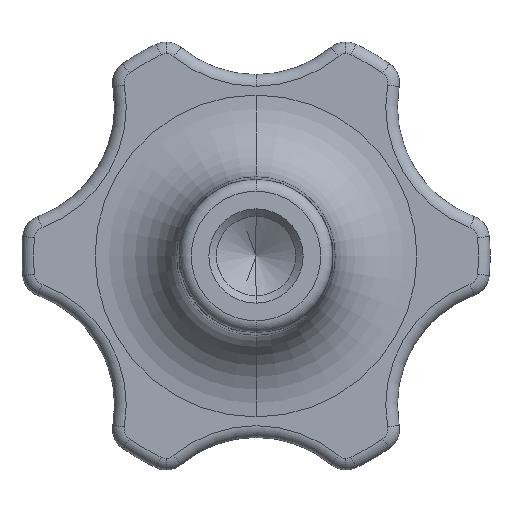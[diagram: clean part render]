
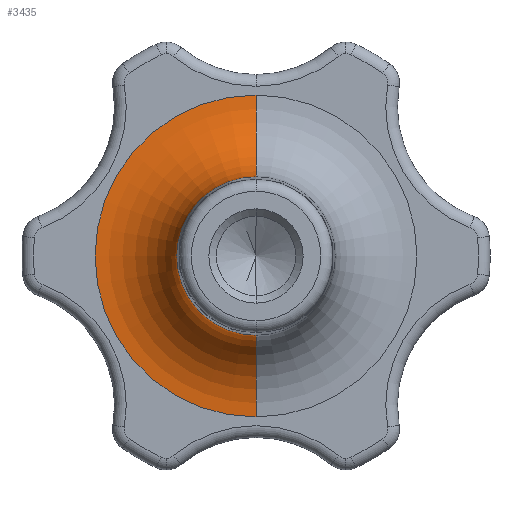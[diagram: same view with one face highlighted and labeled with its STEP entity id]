
A CAD part, front view. The second image highlights one B-rep face of the part: STEP entity #3435.
In plain terms, the highlighted toroidal (fillet/blend) face has major radius 13.755 mm and minor radius 7 mm.
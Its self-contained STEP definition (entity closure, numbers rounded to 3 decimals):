
#431 = VERTEX_POINT ( 'NONE', #3119 ) ;
#432 = VERTEX_POINT ( 'NONE', #3120 ) ;
#433 = VERTEX_POINT ( 'NONE', #3121 ) ;
#434 = VERTEX_POINT ( 'NONE', #3122 ) ;
#479 = EDGE_LOOP ( 'NONE', ( #2187, #2224, #2189, #2221 ) ) ;
#1091 = CARTESIAN_POINT ( 'NONE',  ( 0., -7., 0. ) ) ;
#1092 = DIRECTION ( 'NONE',  ( 0., -1., 0. ) ) ;
#1093 = DIRECTION ( 'NONE',  ( 0., 0., -1. ) ) ;
#1387 = CARTESIAN_POINT ( 'NONE',  ( 0., 0., 0. ) ) ;
#1388 = DIRECTION ( 'NONE',  ( 0., 1., 0. ) ) ;
#1389 = DIRECTION ( 'NONE',  ( 0., 0., -1. ) ) ;
#1541 = AXIS2_PLACEMENT_3D ( 'NONE', #2432, #2433, #2434 ) ;
#1546 = AXIS2_PLACEMENT_3D ( 'NONE', #2468, #2469, #2470 ) ;
#1695 = AXIS2_PLACEMENT_3D ( 'NONE', #2951, #2952, #2953 ) ;
#2187 = ORIENTED_EDGE ( 'NONE', *, *, #3830, .F. ) ;
#2189 = ORIENTED_EDGE ( 'NONE', *, *, #3373, .F. ) ;
#2221 = ORIENTED_EDGE ( 'NONE', *, *, #3497, .F. ) ;
#2224 = ORIENTED_EDGE ( 'NONE', *, *, #3490, .T. ) ;
#2432 = CARTESIAN_POINT ( 'NONE',  ( 0., -7., 13.754 ) ) ;
#2433 = DIRECTION ( 'NONE',  ( 1., 0., 0. ) ) ;
#2434 = DIRECTION ( 'NONE',  ( 0., 0., -1. ) ) ;
#2468 = CARTESIAN_POINT ( 'NONE',  ( 0., -7., -13.754 ) ) ;
#2469 = DIRECTION ( 'NONE',  ( -1., 0., 0. ) ) ;
#2470 = DIRECTION ( 'NONE',  ( 0., 0., 1. ) ) ;
#2951 = CARTESIAN_POINT ( 'NONE',  ( 0., -6.75, 0. ) ) ;
#2952 = DIRECTION ( 'NONE',  ( 0., -1., 0. ) ) ;
#2953 = DIRECTION ( 'NONE',  ( 0., 0., -1. ) ) ;
#2985 = AXIS2_PLACEMENT_3D ( 'NONE', #1387, #1388, #1389 ) ;
#3119 = CARTESIAN_POINT ( 'NONE',  ( 0., -6.75, 6.759 ) ) ;
#3120 = CARTESIAN_POINT ( 'NONE',  ( 0., -6.75, -6.759 ) ) ;
#3121 = CARTESIAN_POINT ( 'NONE',  ( 0., 0., 13.754 ) ) ;
#3122 = CARTESIAN_POINT ( 'NONE',  ( 0., 0., -13.754 ) ) ;
#3364 = FACE_OUTER_BOUND ( 'NONE', #479, .T. ) ;
#3365 = AXIS2_PLACEMENT_3D ( 'NONE', #1091, #1092, #1093 ) ;
#3373 = EDGE_CURVE ( 'NONE', #434, #433, #3758, .T. ) ;
#3383 = CIRCLE ( 'NONE', #1695, 6.759 ) ;
#3435 = ADVANCED_FACE ( 'NONE', ( #3364 ), #3782, .F. ) ;
#3490 = EDGE_CURVE ( 'NONE', #431, #433, #3810, .T. ) ;
#3497 = EDGE_CURVE ( 'NONE', #432, #434, #3845, .T. ) ;
#3758 = CIRCLE ( 'NONE', #2985, 13.754 ) ;
#3782 = TOROIDAL_SURFACE ( 'NONE', #3365, 13.754, 7. ) ;
#3810 = CIRCLE ( 'NONE', #1541, 7. ) ;
#3830 = EDGE_CURVE ( 'NONE', #431, #432, #3383, .T. ) ;
#3845 = CIRCLE ( 'NONE', #1546, 7. ) ;
